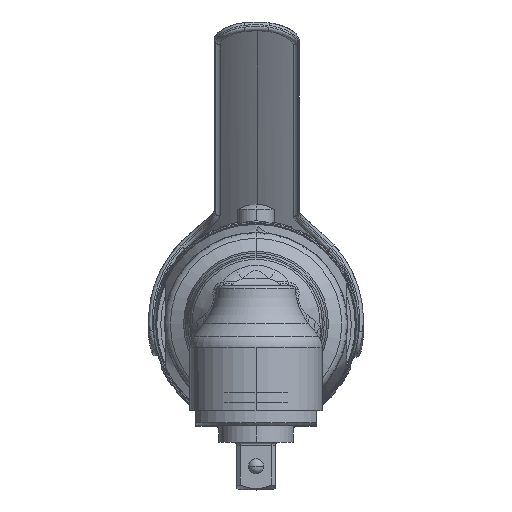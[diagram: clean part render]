
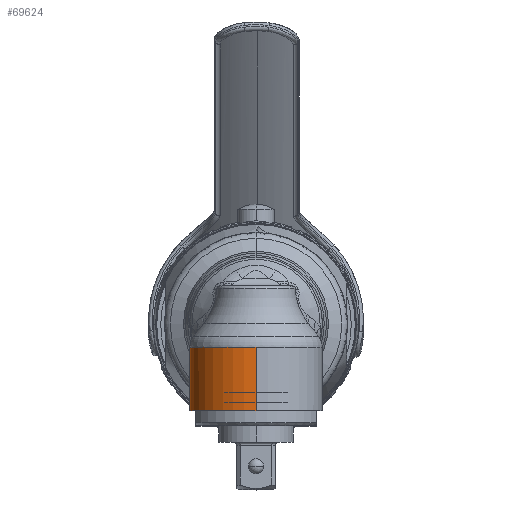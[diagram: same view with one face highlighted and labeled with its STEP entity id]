
A CAD part, top view. The second image highlights one B-rep face of the part: STEP entity #69624.
In plain terms, the highlighted cylindrical face has radius 11 mm (diameter 22 mm), a partial arc.
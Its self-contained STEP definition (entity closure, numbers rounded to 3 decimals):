
#64878=CARTESIAN_POINT('',(-3.791,-4.,10.326));
#65311=CARTESIAN_POINT('',(-11.,-12.,0.));
#65312=CARTESIAN_POINT('',(-11.,-12.,
0.13));
#65313=CARTESIAN_POINT('',(-10.995,-11.995,
0.392));
#65314=CARTESIAN_POINT('',(-10.974,-11.972,
0.785));
#65315=CARTESIAN_POINT('',(-10.939,-11.933,
1.18));
#65316=CARTESIAN_POINT('',(-10.889,-11.879,
1.575));
#65317=CARTESIAN_POINT('',(-10.825,-11.809,
1.971));
#65318=CARTESIAN_POINT('',(-10.745,-11.722,
2.367));
#65319=CARTESIAN_POINT('',(-10.649,-11.618,
2.765));
#65320=CARTESIAN_POINT('',(-10.538,-11.496,
3.164));
#65321=CARTESIAN_POINT('',(-10.409,-11.356,
3.564));
#65322=CARTESIAN_POINT('',(-10.263,-11.196,
3.966));
#65323=CARTESIAN_POINT('',(-10.099,-11.017,
4.367));
#65324=CARTESIAN_POINT('',(-9.916,-10.817,
4.77));
#65325=CARTESIAN_POINT('',(-9.712,-10.595,
5.172));
#65326=CARTESIAN_POINT('',(-9.487,-10.35,
5.573));
#65327=CARTESIAN_POINT('',(-9.241,-10.081,
5.973));
#65328=CARTESIAN_POINT('',(-8.972,-9.788,
6.37));
#65329=CARTESIAN_POINT('',(-8.679,-9.468,
6.764));
#65330=CARTESIAN_POINT('',(-8.362,-9.122,
7.153));
#65331=CARTESIAN_POINT('',(-8.02,-8.749,
7.535));
#65332=CARTESIAN_POINT('',(-7.652,-8.347,
7.908));
#65333=CARTESIAN_POINT('',(-7.389,-8.061,
8.151));
#65334=CARTESIAN_POINT('',(-7.253,-7.913,
8.27));
#65359=CARTESIAN_POINT('',(-7.253,-7.913,
8.27));
#65360=CARTESIAN_POINT('',(-7.231,-7.889,
8.289));
#65361=CARTESIAN_POINT('',(-7.183,-7.839,
8.331));
#65362=CARTESIAN_POINT('',(-7.099,-7.761,
8.403));
#65363=CARTESIAN_POINT('',(-6.999,-7.677,
8.487));
#65364=CARTESIAN_POINT('',(-6.88,-7.586,
8.583));
#65365=CARTESIAN_POINT('',(-6.786,-7.52,
8.658));
#65366=CARTESIAN_POINT('',(-6.735,-7.486,
8.697));
#65392=CARTESIAN_POINT('',(-6.735,-7.486,
8.697));
#65393=CARTESIAN_POINT('',(-6.676,-7.446,
8.743));
#65394=CARTESIAN_POINT('',(-6.55,-7.359,
8.838));
#65395=CARTESIAN_POINT('',(-6.339,-7.209,
8.991));
#65396=CARTESIAN_POINT('',(-6.103,-7.032,
9.153));
#65397=CARTESIAN_POINT('',(-5.868,-6.844,
9.305));
#65398=CARTESIAN_POINT('',(-5.65,-6.656,
9.439));
#65399=CARTESIAN_POINT('',(-5.508,-6.526,
9.522));
#65400=CARTESIAN_POINT('',(-5.439,-6.46,
9.561));
#65428=CARTESIAN_POINT('',(-5.439,-6.46,
9.561));
#65429=CARTESIAN_POINT('',(-5.351,-6.376,
9.611));
#65430=CARTESIAN_POINT('',(-5.186,-6.215,
9.702));
#65431=CARTESIAN_POINT('',(-4.969,-5.99,
9.815));
#65432=CARTESIAN_POINT('',(-4.787,-5.786,
9.905));
#65433=CARTESIAN_POINT('',(-4.627,-5.591,
9.98));
#65434=CARTESIAN_POINT('',(-4.486,-5.403,
10.044));
#65435=CARTESIAN_POINT('',(-4.36,-5.219,
10.099));
#65436=CARTESIAN_POINT('',(-4.248,-5.036,
10.147));
#65437=CARTESIAN_POINT('',(-4.182,-4.915,
10.174));
#65438=CARTESIAN_POINT('',(-4.15,-4.855,
10.187));
#65462=CARTESIAN_POINT('',(-4.15,-4.855,
10.187));
#65463=CARTESIAN_POINT('',(-4.117,-4.791,
10.201));
#65464=CARTESIAN_POINT('',(-4.052,-4.66,
10.227));
#65465=CARTESIAN_POINT('',(-3.961,-4.455,
10.262));
#65466=CARTESIAN_POINT('',(-3.874,-4.239,
10.295));
#65467=CARTESIAN_POINT('',(-3.818,-4.082,
10.316));
#65468=CARTESIAN_POINT('',(-3.791,-4.,10.326));
#65481=DIRECTION('',(0.,-1.,0.));
#65482=VECTOR('',#65481,2.5);
#65483=CARTESIAN_POINT('',(-11.,-12.,0.));
#65484=LINE('',#65483,#65482);
#65488=CARTESIAN_POINT('',(0.,-4.,0.));
#65489=DIRECTION('',(0.,-1.,0.));
#65490=DIRECTION('',(1.,0.,0.));
#65491=AXIS2_PLACEMENT_3D('',#65488,#65489,#65490);
#65496=DIRECTION('',(0.,-1.,0.));
#65497=VECTOR('',#65496,10.5);
#65498=CARTESIAN_POINT('',(11.,-4.,0.));
#65499=LINE('',#65498,#65497);
#65511=CARTESIAN_POINT('',(0.,-14.5,0.));
#65512=DIRECTION('',(0.,1.,0.));
#65513=DIRECTION('',(-1.,0.,0.));
#65514=AXIS2_PLACEMENT_3D('',#65511,#65512,#65513);
#65594=CARTESIAN_POINT('',(-11.,-12.,0.));
#66766=VERTEX_POINT('',#64878);
#66779=VERTEX_POINT('',#65594);
#66781=VERTEX_POINT('',#65334);
#66783=VERTEX_POINT('',#65366);
#66785=VERTEX_POINT('',#65400);
#66787=VERTEX_POINT('',#65438);
#66822=CARTESIAN_POINT('',(11.,-4.,0.));
#66823=VERTEX_POINT('',#66822);
#66840=CARTESIAN_POINT('',(11.,-14.5,0.));
#66841=CARTESIAN_POINT('',(-11.,-14.5,0.));
#66842=VERTEX_POINT('',#66840);
#66843=VERTEX_POINT('',#66841);
#69605=CARTESIAN_POINT('',(0.,-17.11,0.));
#69606=DIRECTION('',(0.,1.,0.));
#69607=DIRECTION('',(-1.,0.,0.));
#69608=AXIS2_PLACEMENT_3D('',#69605,#69606,#69607);
#69609=CYLINDRICAL_SURFACE('',#69608,11.);
#69611=ORIENTED_EDGE('',*,*,#69610,.F.);
#69613=ORIENTED_EDGE('',*,*,#69612,.F.);
#69614=ORIENTED_EDGE('',*,*,#69387,.T.);
#69615=ORIENTED_EDGE('',*,*,#69438,.T.);
#69616=ORIENTED_EDGE('',*,*,#69492,.T.);
#69617=ORIENTED_EDGE('',*,*,#69554,.T.);
#69618=ORIENTED_EDGE('',*,*,#69599,.T.);
#69619=ORIENTED_EDGE('',*,*,#68965,.F.);
#69621=ORIENTED_EDGE('',*,*,#69620,.T.);
#69622=EDGE_LOOP('',(#69611,#69613,#69614,#69615,#69616,#69617,#69618,#69619,
#69621));
#69623=FACE_OUTER_BOUND('',#69622,.F.);
#65335=B_SPLINE_CURVE_WITH_KNOTS('',3,(#65311,#65312,#65313,#65314,#65315,
#65316,#65317,#65318,#65319,#65320,#65321,#65322,#65323,#65324,#65325,#65326,
#65327,#65328,#65329,#65330,#65331,#65332,#65333,#65334),.UNSPECIFIED.,.F.,.F.,(
4,1,1,1,1,1,1,1,1,1,1,1,1,1,1,1,1,1,1,1,1,4),(0.,0.048,
0.095,0.143,0.19,0.238,
0.286,0.333,0.381,0.429,
0.476,0.524,0.571,0.619,
0.667,0.714,0.762,0.81,
0.857,0.905,0.952,1.),.UNSPECIFIED.);
#65367=B_SPLINE_CURVE_WITH_KNOTS('',3,(#65359,#65360,#65361,#65362,#65363,
#65364,#65365,#65366),.UNSPECIFIED.,.F.,.F.,(4,1,1,1,1,4),(0.,0.2,0.4,
0.6,0.8,1.),.UNSPECIFIED.);
#65401=B_SPLINE_CURVE_WITH_KNOTS('',3,(#65392,#65393,#65394,#65395,#65396,
#65397,#65398,#65399,#65400),.UNSPECIFIED.,.F.,.F.,(4,1,1,1,1,1,4),(0.,
0.167,0.333,0.5,0.667,0.833,
1.),.UNSPECIFIED.);
#65439=B_SPLINE_CURVE_WITH_KNOTS('',3,(#65428,#65429,#65430,#65431,#65432,
#65433,#65434,#65435,#65436,#65437,#65438),.UNSPECIFIED.,.F.,.F.,(4,1,1,1,1,1,1,
1,4),(0.,0.125,0.25,0.375,0.5,0.625,0.75,0.875,1.),
.UNSPECIFIED.);
#65469=B_SPLINE_CURVE_WITH_KNOTS('',3,(#65462,#65463,#65464,#65465,#65466,
#65467,#65468),.UNSPECIFIED.,.F.,.F.,(4,1,1,1,4),(0.,0.25,0.5,0.75,
1.),.UNSPECIFIED.);
#65492=CIRCLE('',#65491,11.);
#65515=CIRCLE('',#65514,11.);
#68965=EDGE_CURVE('',#66823,#66766,#65492,.T.);
#69387=EDGE_CURVE('',#66779,#66781,#65335,.T.);
#69438=EDGE_CURVE('',#66781,#66783,#65367,.T.);
#69492=EDGE_CURVE('',#66783,#66785,#65401,.T.);
#69554=EDGE_CURVE('',#66785,#66787,#65439,.T.);
#69599=EDGE_CURVE('',#66787,#66766,#65469,.T.);
#69610=EDGE_CURVE('',#66843,#66842,#65515,.T.);
#69612=EDGE_CURVE('',#66779,#66843,#65484,.T.);
#69620=EDGE_CURVE('',#66823,#66842,#65499,.T.);
#69624=ADVANCED_FACE('',(#69623),#69609,.T.);
